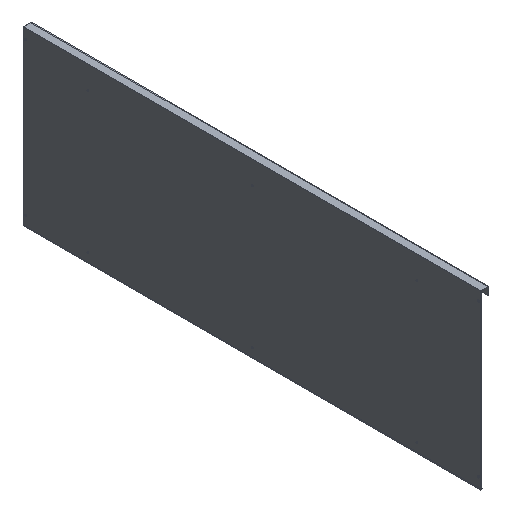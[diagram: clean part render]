
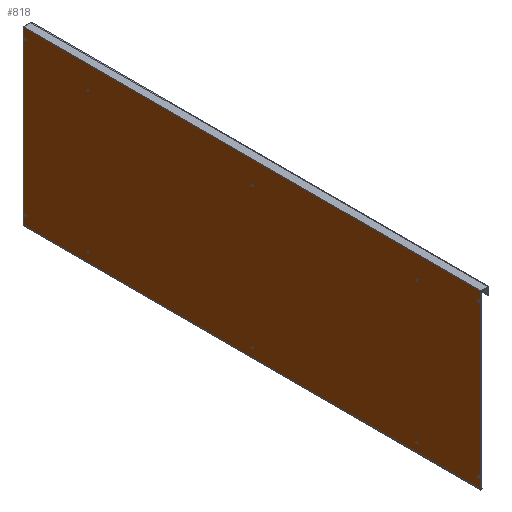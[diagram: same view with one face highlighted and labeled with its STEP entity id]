
A CAD part, isometric view. The second image highlights one B-rep face of the part: STEP entity #818.
In plain terms, the highlighted planar face has unit normal (-1, 0, 0).
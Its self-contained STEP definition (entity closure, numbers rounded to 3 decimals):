
#1 = FACE_OUTER_BOUND ( 'NONE', #202, .T. ) ;
#10 = DIRECTION ( 'NONE',  ( 0., 0., 1. ) ) ;
#14 = DIRECTION ( 'NONE',  ( 1., 0., 0. ) ) ;
#18 = VERTEX_POINT ( 'NONE', #481 ) ;
#23 = FACE_BOUND ( 'NONE', #305, .T. ) ;
#30 = DIRECTION ( 'NONE',  ( 0., 0., 1. ) ) ;
#31 = ORIENTED_EDGE ( 'NONE', *, *, #953, .F. ) ;
#37 = FACE_BOUND ( 'NONE', #303, .T. ) ;
#40 = VERTEX_POINT ( 'NONE', #508 ) ;
#43 = LINE ( 'NONE', #1153, #1361 ) ;
#45 = ORIENTED_EDGE ( 'NONE', *, *, #1396, .T. ) ;
#46 = ORIENTED_EDGE ( 'NONE', *, *, #1184, .T. ) ;
#56 = FACE_BOUND ( 'NONE', #98, .T. ) ;
#60 = CARTESIAN_POINT ( 'NONE',  ( 0., 791., -35. ) ) ;
#69 = FACE_BOUND ( 'NONE', #286, .T. ) ;
#71 = EDGE_CURVE ( 'NONE', #1065, #340, #908, .T. ) ;
#78 = EDGE_CURVE ( 'NONE', #1195, #1179, #891, .T. ) ;
#98 = EDGE_LOOP ( 'NONE', ( #783, #562 ) ) ;
#102 = DIRECTION ( 'NONE',  ( 1., 0., 0. ) ) ;
#140 = CARTESIAN_POINT ( 'NONE',  ( 0., -791., -567.5 ) ) ;
#176 = CARTESIAN_POINT ( 'NONE',  ( 0., -800., -602.5 ) ) ;
#185 = VERTEX_POINT ( 'NONE', #728 ) ;
#202 = EDGE_LOOP ( 'NONE', ( #1164, #31, #45, #46 ) ) ;
#211 = CARTESIAN_POINT ( 'NONE',  ( 0., 791., -564.25 ) ) ;
#221 = DIRECTION ( 'NONE',  ( 0., 0., -1. ) ) ;
#236 = DIRECTION ( 'NONE',  ( 0., 0., -1. ) ) ;
#244 = CARTESIAN_POINT ( 'NONE',  ( 0., -800., -602.5 ) ) ;
#266 = CARTESIAN_POINT ( 'NONE',  ( 0., 800., -602.5 ) ) ;
#286 = EDGE_LOOP ( 'NONE', ( #1015, #1135 ) ) ;
#303 = EDGE_LOOP ( 'NONE', ( #595, #865 ) ) ;
#305 = EDGE_LOOP ( 'NONE', ( #889, #930 ) ) ;
#340 = VERTEX_POINT ( 'NONE', #474 ) ;
#355 = CARTESIAN_POINT ( 'NONE',  ( 0., -791., -31.75 ) ) ;
#356 = VECTOR ( 'NONE', #221, 1000. ) ;
#366 = AXIS2_PLACEMENT_3D ( 'NONE', #1304, #1281, #1284 ) ;
#377 = LINE ( 'NONE', #244, #356 ) ;
#415 = VECTOR ( 'NONE', #236, 1000. ) ;
#450 = LINE ( 'NONE', #266, #415 ) ;
#466 = VERTEX_POINT ( 'NONE', #176 ) ;
#472 = CARTESIAN_POINT ( 'NONE',  ( 0., 791., -38.25 ) ) ;
#473 = DIRECTION ( 'NONE',  ( 0., -1., 0. ) ) ;
#474 = CARTESIAN_POINT ( 'NONE',  ( 0., -791., -564.25 ) ) ;
#481 = CARTESIAN_POINT ( 'NONE',  ( 0., 800., 0. ) ) ;
#483 = CARTESIAN_POINT ( 'NONE',  ( 0., 791., -31.75 ) ) ;
#486 = CARTESIAN_POINT ( 'NONE',  ( 0., 800., -602.5 ) ) ;
#503 = CIRCLE ( 'NONE', #366, 3.25 ) ;
#508 = CARTESIAN_POINT ( 'NONE',  ( 0., 791., -570.75 ) ) ;
#509 = CIRCLE ( 'NONE', #1166, 3.25 ) ;
#562 = ORIENTED_EDGE ( 'NONE', *, *, #1123, .T. ) ;
#566 = EDGE_CURVE ( 'NONE', #40, #1410, #503, .T. ) ;
#572 = DIRECTION ( 'NONE',  ( 0., 0., 1. ) ) ;
#579 = DIRECTION ( 'NONE',  ( 1., 0., 0. ) ) ;
#585 = CARTESIAN_POINT ( 'NONE',  ( 0., 791., -35. ) ) ;
#595 = ORIENTED_EDGE ( 'NONE', *, *, #71, .T. ) ;
#613 = VERTEX_POINT ( 'NONE', #1111 ) ;
#658 = AXIS2_PLACEMENT_3D ( 'NONE', #1373, #1370, #1366 ) ;
#700 = DIRECTION ( 'NONE',  ( 0., 0., 1. ) ) ;
#707 = DIRECTION ( 'NONE',  ( 1., 0., 0. ) ) ;
#709 = CARTESIAN_POINT ( 'NONE',  ( 0., -791., -35. ) ) ;
#728 = CARTESIAN_POINT ( 'NONE',  ( 0., -791., -38.25 ) ) ;
#736 = VECTOR ( 'NONE', #473, 1000. ) ;
#756 = VERTEX_POINT ( 'NONE', #355 ) ;
#783 = ORIENTED_EDGE ( 'NONE', *, *, #971, .T. ) ;
#791 = CIRCLE ( 'NONE', #1203, 3.25 ) ;
#818 = ADVANCED_FACE ( 'NONE', ( #56, #37, #23, #69, #1 ), #1391, .T. ) ;
#826 = EDGE_CURVE ( 'NONE', #1410, #40, #1189, .T. ) ;
#865 = ORIENTED_EDGE ( 'NONE', *, *, #1006, .T. ) ;
#889 = ORIENTED_EDGE ( 'NONE', *, *, #78, .T. ) ;
#891 = CIRCLE ( 'NONE', #1210, 3.25 ) ;
#894 = AXIS2_PLACEMENT_3D ( 'NONE', #585, #579, #572 ) ;
#908 = CIRCLE ( 'NONE', #1062, 3.25 ) ;
#914 = CARTESIAN_POINT ( 'NONE',  ( 0., -791., -570.75 ) ) ;
#923 = LINE ( 'NONE', #486, #736 ) ;
#930 = ORIENTED_EDGE ( 'NONE', *, *, #1148, .T. ) ;
#938 = CIRCLE ( 'NONE', #894, 3.25 ) ;
#953 = EDGE_CURVE ( 'NONE', #18, #961, #43, .T. ) ;
#961 = VERTEX_POINT ( 'NONE', #1169 ) ;
#971 = EDGE_CURVE ( 'NONE', #185, #756, #791, .T. ) ;
#1006 = EDGE_CURVE ( 'NONE', #340, #1065, #509, .T. ) ;
#1015 = ORIENTED_EDGE ( 'NONE', *, *, #566, .T. ) ;
#1027 = DIRECTION ( 'NONE',  ( 0., 0., 1. ) ) ;
#1034 = DIRECTION ( 'NONE',  ( 1., 0., 0. ) ) ;
#1040 = CARTESIAN_POINT ( 'NONE',  ( 0., -791., -567.5 ) ) ;
#1062 = AXIS2_PLACEMENT_3D ( 'NONE', #140, #102, #10 ) ;
#1065 = VERTEX_POINT ( 'NONE', #914 ) ;
#1092 = DIRECTION ( 'NONE',  ( 0., 0., 1. ) ) ;
#1093 = DIRECTION ( 'NONE',  ( 1., 0., 0. ) ) ;
#1094 = CARTESIAN_POINT ( 'NONE',  ( 0., -791., -35. ) ) ;
#1111 = CARTESIAN_POINT ( 'NONE',  ( 0., 800., -602.5 ) ) ;
#1123 = EDGE_CURVE ( 'NONE', #756, #185, #1258, .T. ) ;
#1135 = ORIENTED_EDGE ( 'NONE', *, *, #826, .T. ) ;
#1148 = EDGE_CURVE ( 'NONE', #1179, #1195, #938, .T. ) ;
#1151 = DIRECTION ( 'NONE',  ( 0., -1., 0. ) ) ;
#1153 = CARTESIAN_POINT ( 'NONE',  ( 0., 800., 0. ) ) ;
#1164 = ORIENTED_EDGE ( 'NONE', *, *, #1399, .F. ) ;
#1166 = AXIS2_PLACEMENT_3D ( 'NONE', #1040, #1034, #1027 ) ;
#1169 = CARTESIAN_POINT ( 'NONE',  ( 0., -800., 0. ) ) ;
#1179 = VERTEX_POINT ( 'NONE', #483 ) ;
#1184 = EDGE_CURVE ( 'NONE', #613, #466, #923, .T. ) ;
#1189 = CIRCLE ( 'NONE', #658, 3.25 ) ;
#1195 = VERTEX_POINT ( 'NONE', #472 ) ;
#1203 = AXIS2_PLACEMENT_3D ( 'NONE', #1094, #1093, #1092 ) ;
#1210 = AXIS2_PLACEMENT_3D ( 'NONE', #60, #14, #30 ) ;
#1258 = CIRCLE ( 'NONE', #1330, 3.25 ) ;
#1281 = DIRECTION ( 'NONE',  ( 1., 0., 0. ) ) ;
#1284 = DIRECTION ( 'NONE',  ( 0., 0., 1. ) ) ;
#1304 = CARTESIAN_POINT ( 'NONE',  ( 0., 791., -567.5 ) ) ;
#1330 = AXIS2_PLACEMENT_3D ( 'NONE', #709, #707, #700 ) ;
#1349 = AXIS2_PLACEMENT_3D ( 'NONE', #1404, #1408, #1388 ) ;
#1361 = VECTOR ( 'NONE', #1151, 1000. ) ;
#1366 = DIRECTION ( 'NONE',  ( 0., 0., 1. ) ) ;
#1370 = DIRECTION ( 'NONE',  ( 1., 0., 0. ) ) ;
#1373 = CARTESIAN_POINT ( 'NONE',  ( 0., 791., -567.5 ) ) ;
#1388 = DIRECTION ( 'NONE',  ( 0., 0., 1. ) ) ;
#1391 = PLANE ( 'NONE',  #1349 ) ;
#1396 = EDGE_CURVE ( 'NONE', #18, #613, #450, .T. ) ;
#1399 = EDGE_CURVE ( 'NONE', #961, #466, #377, .T. ) ;
#1404 = CARTESIAN_POINT ( 'NONE',  ( 0., 800., -602.5 ) ) ;
#1408 = DIRECTION ( 'NONE',  ( -1., 0., 0. ) ) ;
#1410 = VERTEX_POINT ( 'NONE', #211 ) ;
